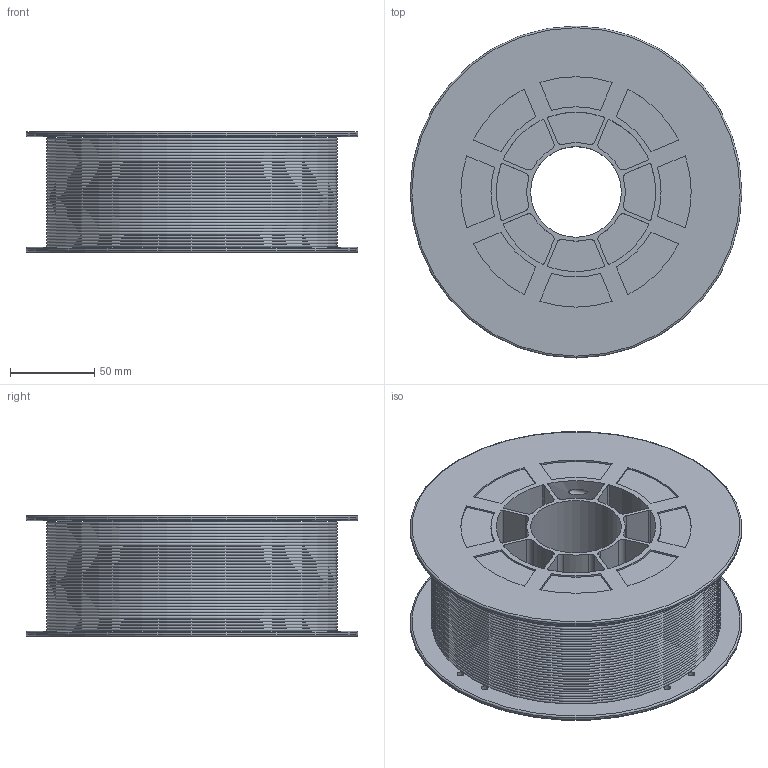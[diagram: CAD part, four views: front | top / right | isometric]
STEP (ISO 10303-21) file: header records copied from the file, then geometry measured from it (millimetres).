
FILE_DESCRIPTION(('FreeCAD Model'),'2;1');
FILE_NAME('yellow-pla.step', '2015-01-04T10:56:07',('FreeCAD'),('FreeCAD'), 'Open CASCADE STEP processor 6.7','FreeCAD','Unknown');
FILE_SCHEMA(('AUTOMOTIVE_DESIGN_CC2 { 1 2 10303 214 -1 1 5 4 }'));
Length unit declared in the file: millimetre
Products named in the file (1): reel+pla
Bounding box: 196.37 x 196.37 x 71.5 mm (x, y, z)
Volume: 303590.5 mm3; surface area: 294511.9 mm2
Topology: 37 solids, 37 shells, 427 faces, 1104 edges, 722 vertices
Faces by surface type: plane 151, cylinder 147, extrusion 87, torus 42
Full cylindrical faces by diameter (mm): 4 x9, 53.68 x1, 100.7 x1, 196.37 x2
Entity records: 30312 total; most frequent: CARTESIAN_POINT 6906, DIRECTION 3591, VECTOR 2202, LINE 2115, ORIENTED_EDGE 2064, PCURVE 2064, DEFINITIONAL_REPRESENTATION 2064, EDGE_CURVE 1032
